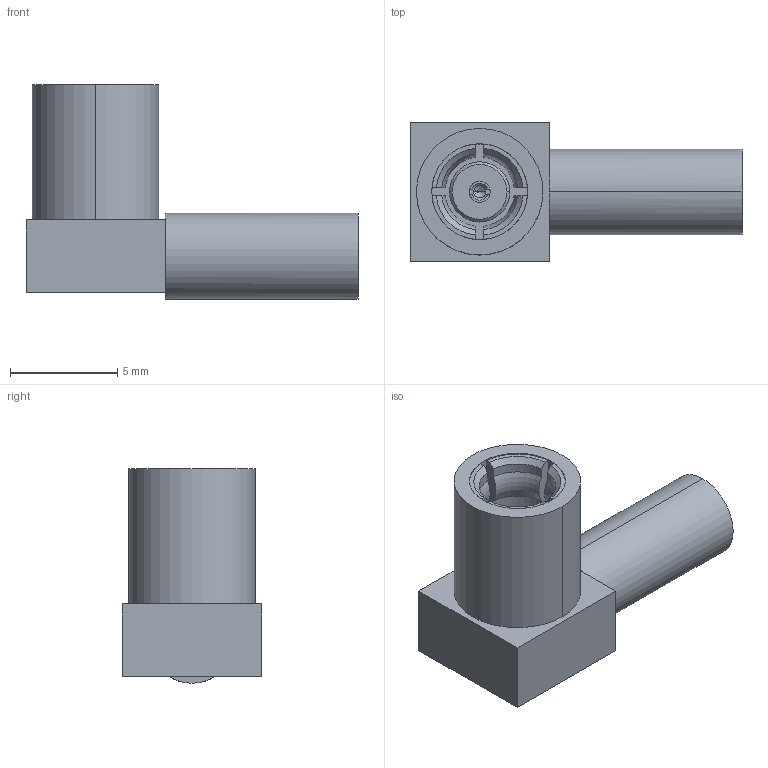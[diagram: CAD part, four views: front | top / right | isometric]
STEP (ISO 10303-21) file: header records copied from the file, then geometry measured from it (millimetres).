
FILE_DESCRIPTION((''),'2;1');
FILE_NAME('PRT0001','2021-09-03T',('Administrator'),(''),'PRO/ENGINEER BY PARAMETRIC TECHNOLOGY CORPORATION, 2012090','PRO/ENGINEER BY PARAMETRIC TECHNOLOGY CORPORATION, 2012090','');
FILE_SCHEMA(('CONFIG_CONTROL_DESIGN'));
Length unit declared in the file: millimetre
Products named in the file (1): PRT0001
Bounding box: 15.49 x 6.5 x 10 mm (x, y, z)
Volume: 331 mm3; surface area: 627.3 mm2
Topology: 1 solids, 1 shells, 75 faces, 194 edges, 125 vertices
Faces by surface type: plane 35, cylinder 24, cone 12, torus 4
Entity records: 2414 total; most frequent: CARTESIAN_POINT 516, DIRECTION 400, ORIENTED_EDGE 384, EDGE_CURVE 192, AXIS2_PLACEMENT_3D 153, VERTEX_POINT 125, VECTOR 94, LINE 94
